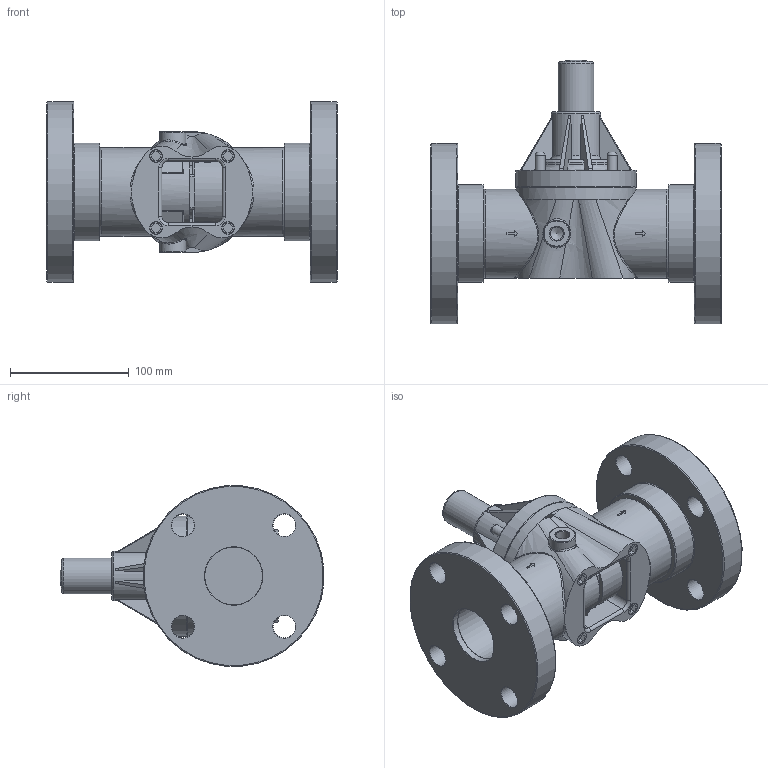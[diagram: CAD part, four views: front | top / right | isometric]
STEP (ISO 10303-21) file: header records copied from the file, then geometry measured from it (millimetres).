
FILE_DESCRIPTION((''),'2;1');
FILE_NAME('ECO-200E-PVC_R0.stp','2017-07-24T14:27:57',('salesdesk5'),(''),'Autodesk Inventor 2009','Autodesk Inventor 2009','');
FILE_SCHEMA(('AUTOMOTIVE_DESIGN { 1 0 10303 214 1 1 1 1 }'));
Length unit declared in the file: inch
Products named in the file (1): ECO-200E-PVC_R0
Bounding box: 244.09 x 221.92 x 151.82 mm (x, y, z)
Volume: 1722197.5 mm3; surface area: 262596 mm2
Topology: 1 solids, 14 shells, 470 faces, 1159 edges, 745 vertices
Faces by surface type: plane 179, bspline 122, cylinder 103, torus 51, cone 15
Full cylindrical faces by diameter (mm): 5.842 x4, 8.382 x4, 10.16 x4, 11.112 x1, 11.113 x1, 18.923 x8, 22.225 x2, 29.972 x1, 41.656 x1, 48.59 x2, 49.251 x2, 60.325 x2, 74.854 x2, 82.398 x2, 101.6 x2, 152.4 x2
Entity records: 19192 total; most frequent: CARTESIAN_POINT 8528, ORIENTED_EDGE 2076, DIRECTION 1976, EDGE_CURVE 1038, AXIS2_PLACEMENT_3D 777, VERTEX_POINT 728, EDGE_LOOP 620, FACE_OUTER_BOUND 470
